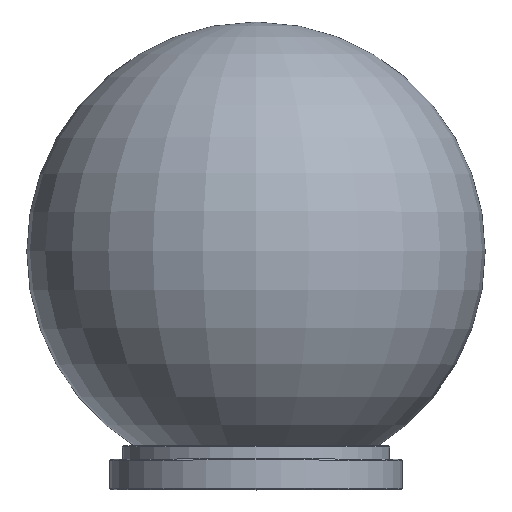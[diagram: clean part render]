
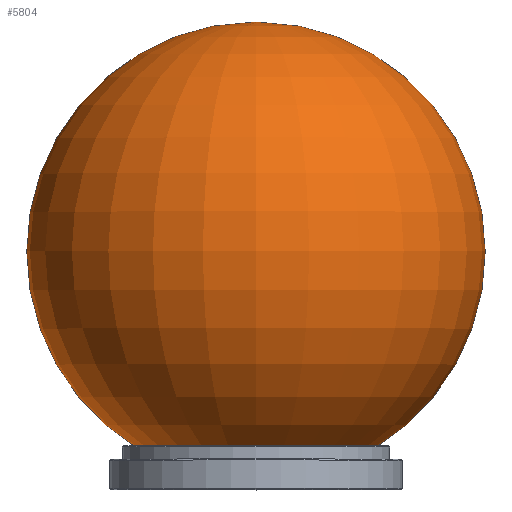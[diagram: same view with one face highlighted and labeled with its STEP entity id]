
A CAD part, top view. The second image highlights one B-rep face of the part: STEP entity #5804.
In plain terms, the highlighted toroidal (fillet/blend) face has major radius 0.002 mm and minor radius 45.118 mm.
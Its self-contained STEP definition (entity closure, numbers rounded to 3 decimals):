
#26=VERTEX_LOOP('',#2519);
#27=DEGENERATE_TOROIDAL_SURFACE('',#6103,0.002,45.118,
 .T.);
#1042=ORIENTED_EDGE('',*,*,#2018,.T.);
#2018=EDGE_CURVE('',#2518,#2518,#2885,.T.);
#2518=VERTEX_POINT('',#7893);
#2519=VERTEX_POINT('',#7895);
#2885=CIRCLE('',#6102,21.355);
#3041=EDGE_LOOP('',(#1042));
#3451=FACE_BOUND('',#26,.T.);
#3452=FACE_BOUND('',#3041,.T.);
#5804=ADVANCED_FACE('',(#3451,#3452),#27,.T.);
#6102=AXIS2_PLACEMENT_3D('',#7892,#6605,#6606);
#6103=AXIS2_PLACEMENT_3D('',#7894,#6607,#6608);
#6605=DIRECTION('',(0.,-1.,0.));
#6606=DIRECTION('',(0.,0.,-1.));
#6607=DIRECTION('',(0.,-1.,0.));
#6608=DIRECTION('',(0.,0.,-1.));
#7892=CARTESIAN_POINT('',(0.,-65.584,-0.005));
#7893=CARTESIAN_POINT('',(0.,-65.582,-21.36));
#7894=CARTESIAN_POINT('',(0.,-25.839,-0.002));
#7895=CARTESIAN_POINT('',(0.,-70.957,-0.005));
